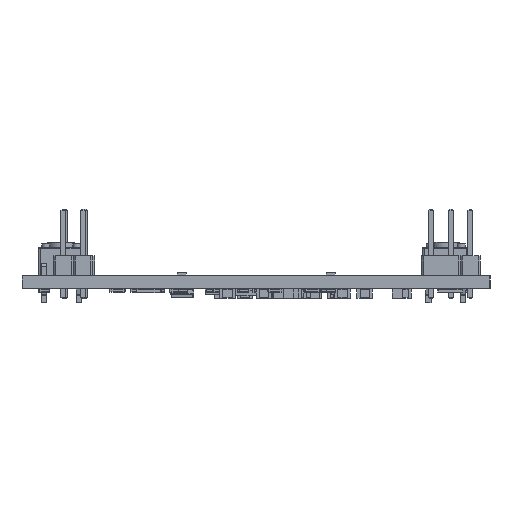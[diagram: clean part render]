
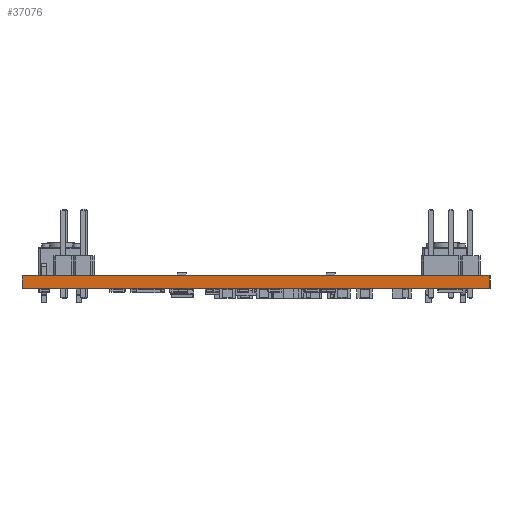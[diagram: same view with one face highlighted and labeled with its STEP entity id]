
A CAD part, left-side view. The second image highlights one B-rep face of the part: STEP entity #37076.
In plain terms, the highlighted planar face has unit normal (-1, 0, 0).
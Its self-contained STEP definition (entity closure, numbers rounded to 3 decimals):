
#37020 = VERTEX_POINT('',#37021);
#37021 = CARTESIAN_POINT('',(5.334,5.334,1.6));
#37027 = EDGE_CURVE('',#37028,#37020,#37030,.T.);
#37028 = VERTEX_POINT('',#37029);
#37029 = CARTESIAN_POINT('',(5.334,5.334,0.));
#37030 = LINE('',#37031,#37032);
#37031 = CARTESIAN_POINT('',(5.334,5.334,0.));
#37032 = VECTOR('',#37033,1.);
#37033 = DIRECTION('',(0.,0.,1.));
#37076 = ADVANCED_FACE('',(#37077),#37102,.T.);
#37077 = FACE_BOUND('',#37078,.T.);
#37078 = EDGE_LOOP('',(#37079,#37080,#37088,#37096));
#37079 = ORIENTED_EDGE('',*,*,#37027,.T.);
#37080 = ORIENTED_EDGE('',*,*,#37081,.T.);
#37081 = EDGE_CURVE('',#37020,#37082,#37084,.T.);
#37082 = VERTEX_POINT('',#37083);
#37083 = CARTESIAN_POINT('',(5.334,65.786,1.6));
#37084 = LINE('',#37085,#37086);
#37085 = CARTESIAN_POINT('',(5.334,5.334,1.6));
#37086 = VECTOR('',#37087,1.);
#37087 = DIRECTION('',(0.,1.,0.));
#37088 = ORIENTED_EDGE('',*,*,#37089,.F.);
#37089 = EDGE_CURVE('',#37090,#37082,#37092,.T.);
#37090 = VERTEX_POINT('',#37091);
#37091 = CARTESIAN_POINT('',(5.334,65.786,0.));
#37092 = LINE('',#37093,#37094);
#37093 = CARTESIAN_POINT('',(5.334,65.786,0.));
#37094 = VECTOR('',#37095,1.);
#37095 = DIRECTION('',(0.,0.,1.));
#37096 = ORIENTED_EDGE('',*,*,#37097,.F.);
#37097 = EDGE_CURVE('',#37028,#37090,#37098,.T.);
#37098 = LINE('',#37099,#37100);
#37099 = CARTESIAN_POINT('',(5.334,5.334,0.));
#37100 = VECTOR('',#37101,1.);
#37101 = DIRECTION('',(0.,1.,0.));
#37102 = PLANE('',#37103);
#37103 = AXIS2_PLACEMENT_3D('',#37104,#37105,#37106);
#37104 = CARTESIAN_POINT('',(5.334,5.334,0.));
#37105 = DIRECTION('',(-1.,0.,0.));
#37106 = DIRECTION('',(0.,1.,0.));
